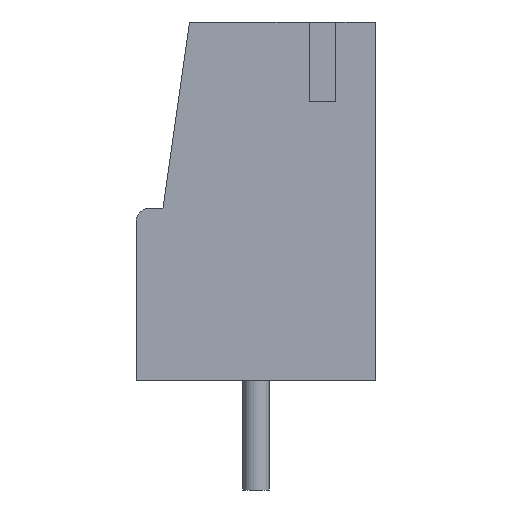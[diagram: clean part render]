
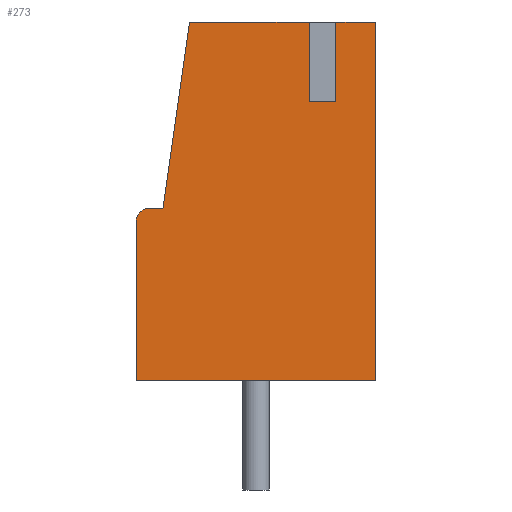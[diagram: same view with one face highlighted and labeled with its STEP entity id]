
A CAD part, front view. The second image highlights one B-rep face of the part: STEP entity #273.
In plain terms, the highlighted planar face has unit normal (0, -1, 0).
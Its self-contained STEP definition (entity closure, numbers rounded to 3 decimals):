
#13=DIRECTION('',(0.,0.,1.));
#14=DIRECTION('',(1.,0.,0.));
#55=VERTEX_POINT('',#56);
#56=CARTESIAN_POINT('',(4.5,-7.5,0.));
#59=DIRECTION('',(0.,-1.,0.));
#60=ORIENTED_EDGE('',*,*,#61,.T.);
#61=EDGE_CURVE('',#55,#62,#64,.T.);
#62=VERTEX_POINT('',#63);
#63=CARTESIAN_POINT('',(4.5,-7.5,13.5));
#64=LINE('',#56,#65);
#65=VECTOR('',#13,1.);
#76=DIRECTION('',(-1.,0.,0.));
#85=VECTOR('',#14,1.);
#97=VECTOR('',#76,1.);
#165=VERTEX_POINT('',#166);
#166=CARTESIAN_POINT('',(-4.5,-7.5,0.));
#167=ORIENTED_EDGE('',*,*,#168,.T.);
#168=EDGE_CURVE('',#165,#55,#169,.T.);
#169=LINE('',#166,#85);
#182=ORIENTED_EDGE('',*,*,#183,.T.);
#183=EDGE_CURVE('',#62,#184,#186,.T.);
#184=VERTEX_POINT('',#185);
#185=CARTESIAN_POINT('',(3.,-7.5,13.5));
#186=LINE('',#63,#97);
#200=VERTEX_POINT('',#201);
#201=CARTESIAN_POINT('',(2.,-7.5,13.5));
#204=ORIENTED_EDGE('',*,*,#205,.T.);
#205=EDGE_CURVE('',#200,#206,#186,.T.);
#206=VERTEX_POINT('',#207);
#207=CARTESIAN_POINT('',(-2.5,-7.5,13.5));
#240=DIRECTION('',(0.,0.,-1.));
#251=VECTOR('',#252,1.);
#252=DIRECTION('',(-0.141,0.,-0.99));
#268=VECTOR('',#240,1.);
#273=ADVANCED_FACE('',(#274),#312,.T.);
#274=FACE_BOUND('',#275,.T.);
#275=EDGE_LOOP('',(#167,#60,#182,#276,#282,#288,#204,#292,#297,#302,#309));
#276=ORIENTED_EDGE('',*,*,#277,.F.);
#277=EDGE_CURVE('',#278,#184,#280,.T.);
#278=VERTEX_POINT('',#279);
#279=CARTESIAN_POINT('',(3.,-7.5,10.5));
#280=LINE('',#281,#65);
#281=CARTESIAN_POINT('',(3.,-7.5,8.471));
#282=ORIENTED_EDGE('',*,*,#283,.T.);
#283=EDGE_CURVE('',#278,#284,#286,.T.);
#284=VERTEX_POINT('',#285);
#285=CARTESIAN_POINT('',(2.,-7.5,10.5));
#286=LINE('',#287,#97);
#287=CARTESIAN_POINT('',(1.163,-7.5,10.5));
#288=ORIENTED_EDGE('',*,*,#289,.T.);
#289=EDGE_CURVE('',#284,#200,#290,.T.);
#290=LINE('',#291,#65);
#291=CARTESIAN_POINT('',(2.,-7.5,8.471));
#292=ORIENTED_EDGE('',*,*,#293,.T.);
#293=EDGE_CURVE('',#206,#294,#296,.T.);
#294=VERTEX_POINT('',#295);
#295=CARTESIAN_POINT('',(-3.5,-7.5,6.5));
#296=LINE('',#207,#251);
#297=ORIENTED_EDGE('',*,*,#298,.T.);
#298=EDGE_CURVE('',#294,#299,#301,.T.);
#299=VERTEX_POINT('',#300);
#300=CARTESIAN_POINT('',(-4.,-7.5,6.5));
#301=LINE('',#295,#97);
#302=ORIENTED_EDGE('',*,*,#303,.T.);
#303=EDGE_CURVE('',#299,#304,#306,.T.);
#304=VERTEX_POINT('',#305);
#305=CARTESIAN_POINT('',(-4.5,-7.5,6.));
#306=ELLIPSE('',#307,0.5,0.5);
#307=AXIS2_PLACEMENT_3D('',#308,#59,#14);
#308=CARTESIAN_POINT('',(-4.,-7.5,6.));
#309=ORIENTED_EDGE('',*,*,#310,.T.);
#310=EDGE_CURVE('',#304,#165,#311,.T.);
#311=LINE('',#305,#268);
#312=PLANE('',#313);
#313=AXIS2_PLACEMENT_3D('',#314,#59,#240);
#314=CARTESIAN_POINT('',(0.326,-7.5,6.442));
